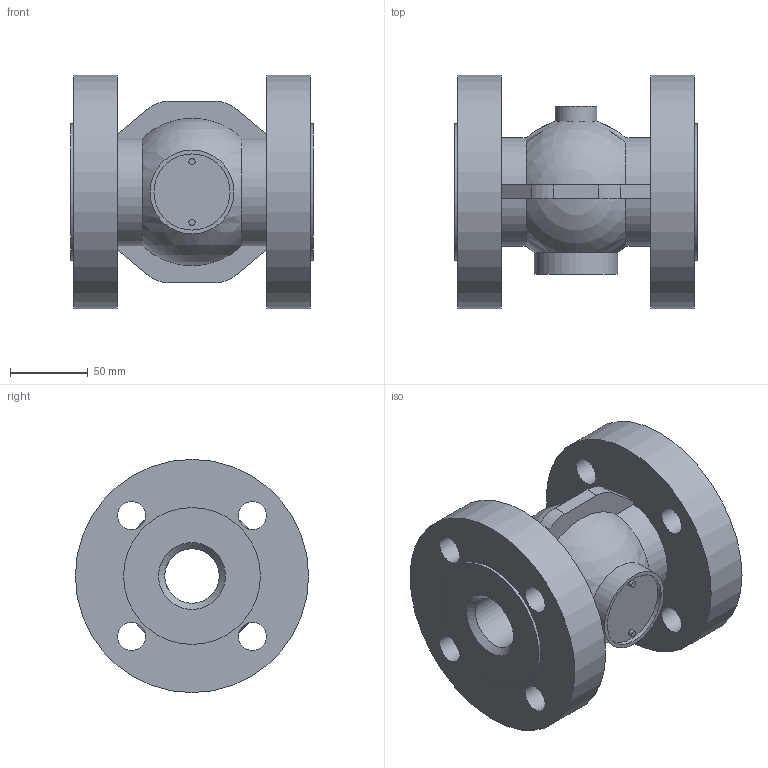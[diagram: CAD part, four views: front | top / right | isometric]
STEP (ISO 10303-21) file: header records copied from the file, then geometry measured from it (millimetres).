
FILE_DESCRIPTION((''),'2;1');
FILE_NAME('Quetschventil DN40 Standard.stp','2008-07-22T10:30:22',('hellwig'),(''),'Autodesk Inventor 2008','Autodesk Inventor 2008','');
FILE_SCHEMA(('AUTOMOTIVE_DESIGN { 1 0 10303 214 1 1 1 1 }'));
Length unit declared in the file: millimetre
Products named in the file (1): Quetschventil DN40
Bounding box: 156 x 150 x 150 mm (x, y, z)
Volume: 1348344.7 mm3; surface area: 149619.7 mm2
Topology: 1 solids, 1 shells, 52 faces, 130 edges, 89 vertices
Faces by surface type: cylinder 20, plane 18, bspline 10, cone 2, sphere 2
Full cylindrical faces by diameter (mm): 4 x2, 18 x4, 27 x1, 35 x1, 49 x1, 54 x1, 88 x1, 150 x1
Entity records: 1642 total; most frequent: CARTESIAN_POINT 445, DIRECTION 244, ORIENTED_EDGE 200, AXIS2_PLACEMENT_3D 102, EDGE_LOOP 102, EDGE_CURVE 100, VERTEX_POINT 80, CIRCLE 59
